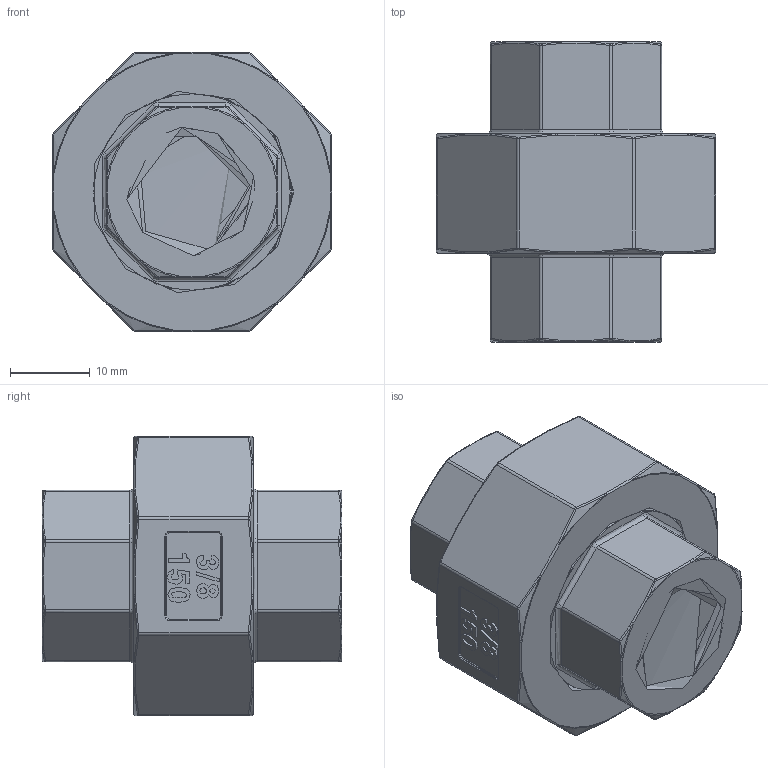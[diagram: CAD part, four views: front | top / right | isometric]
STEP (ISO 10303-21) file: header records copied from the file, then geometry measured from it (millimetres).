
FILE_DESCRIPTION(/* description */ (''),/* implementation_level */ '2;1');
FILE_NAME(/* name */ 'dnt_3838_if_es.stp',/* time_stamp */ '2017-04-10T12:48:06+02:00',/* author */ ('Hamoud'),/* organization */ (''),/* preprocessor_version */ 'ST-DEVELOPER v15.6',/* originating_system */ 'Autodesk Inventor LT ',/* authorisation */ '');
FILE_SCHEMA (('AUTOMOTIVE_DESIGN { 1 0 10303 214 3 1 1 }'));
Products named in the file (1): dnt_3838_if_es
Bounding box: 35 x 37.6 x 35 mm (x, y, z)
Volume: 15368.3 mm3; surface area: 12212.8 mm2
Topology: 3 solids, 3 shells, 574 faces, 1416 edges, 862 vertices
Faces by surface type: bspline 285, cylinder 114, plane 70, torus 65, cone 40
Full cylindrical faces by diameter (mm): 14.95 x16, 17 x2, 25 x1, 25.5 x1, 27 x1, 28 x5
Entity records: 43246 total; most frequent: CARTESIAN_POINT 31839, ORIENTED_EDGE 2636, DIRECTION 1991, EDGE_CURVE 1318, AXIS2_PLACEMENT_3D 827, VERTEX_POINT 808, EDGE_LOOP 596, FACE_OUTER_BOUND 553
